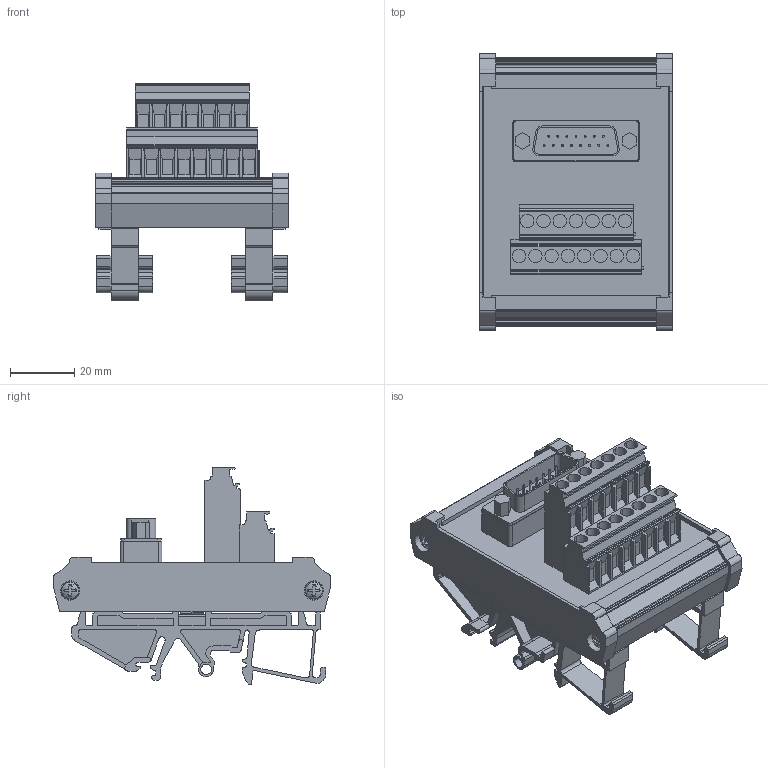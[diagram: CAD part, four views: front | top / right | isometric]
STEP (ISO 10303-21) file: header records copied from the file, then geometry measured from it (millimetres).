
FILE_DESCRIPTION(('CATIA V5 STEP Exchange','CAx-IF Rec.Pracs.--- Model Styling and Organization---1.2---2011-12-15'),'2;1');
FILE_NAME ('D1464272_0_8005201001_8005201001.stp','2018-09-24T15:04:05+00:00',('none'),('Weidmueller'),'CATIA Version 5-6 Release 2014','CATIA V5 STEP AP214','none');
FILE_SCHEMA(('AUTOMOTIVE_DESIGN { 1 0 10303 214 1 1 1 1 }'));
Products named in the file (1): 8005201001
Bounding box: 60 x 86.4 x 67.95 mm (x, y, z)
Volume: 57611 mm3; surface area: 62876.2 mm2
Topology: 13 solids, 13 shells, 2161 faces, 5764 edges, 3708 vertices
Faces by surface type: plane 1155, cylinder 752, cone 214, torus 24, revolution 16
Entity records: 60378 total; most frequent: ORIENTED_EDGE 11512, CARTESIAN_POINT 11215, DIRECTION 7739, EDGE_CURVE 5756, VECTOR 3880, LINE 3880, VERTEX_POINT 3708, AXIS2_PLACEMENT_3D 2779
